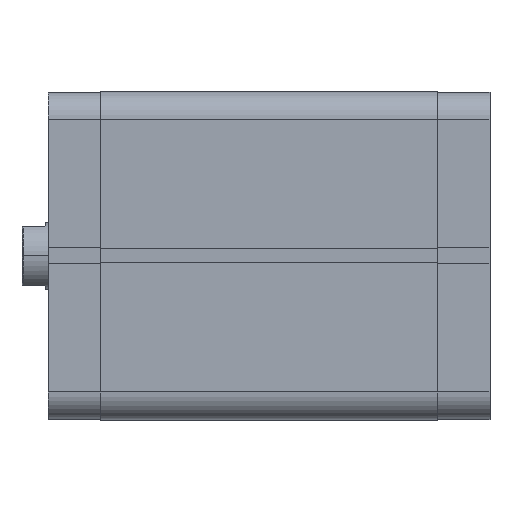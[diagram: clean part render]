
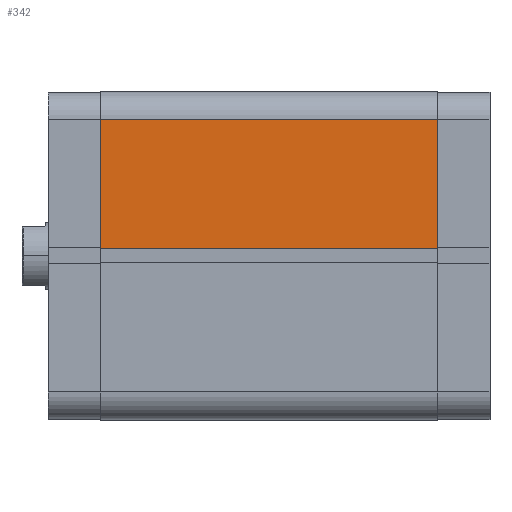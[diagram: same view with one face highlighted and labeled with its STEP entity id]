
A CAD part, top view. The second image highlights one B-rep face of the part: STEP entity #342.
In plain terms, the highlighted face is planar.
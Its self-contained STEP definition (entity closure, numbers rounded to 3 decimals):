
#231 = EDGE_CURVE ( 'NONE', #4507, #4504, #6006, .T. ) ;
#245 = EDGE_CURVE ( 'NONE', #4504, #4502, #6030, .T. ) ;
#252 = EDGE_CURVE ( 'NONE', #4507, #4506, #6043, .T. ) ;
#254 = EDGE_CURVE ( 'NONE', #4506, #4502, #6047, .T. ) ;
#342 = ADVANCED_FACE ( 'NONE', ( #6198 ), #5297, .T. ) ;
#2358 = CARTESIAN_POINT ( 'NONE',  ( -51.5, 62., 0. ) ) ;
#2360 = CARTESIAN_POINT ( 'NONE',  ( -51.5, 62., -127.5 ) ) ;
#2362 = CARTESIAN_POINT ( 'NONE',  ( -2.6, 62., 0. ) ) ;
#2363 = CARTESIAN_POINT ( 'NONE',  ( -2.6, 62., -127.5 ) ) ;
#2622 = ORIENTED_EDGE ( 'NONE', *, *, #245, .T. ) ;
#2623 = ORIENTED_EDGE ( 'NONE', *, *, #231, .T. ) ;
#2626 = ORIENTED_EDGE ( 'NONE', *, *, #254, .F. ) ;
#2627 = ORIENTED_EDGE ( 'NONE', *, *, #252, .F. ) ;
#3763 = AXIS2_PLACEMENT_3D ( 'NONE', #5296, #5300, #5301 ) ;
#4502 = VERTEX_POINT ( 'NONE', #2358 ) ;
#4504 = VERTEX_POINT ( 'NONE', #2360 ) ;
#4506 = VERTEX_POINT ( 'NONE', #2362 ) ;
#4507 = VERTEX_POINT ( 'NONE', #2363 ) ;
#5027 = CARTESIAN_POINT ( 'NONE',  ( -51.5, 62., -127.5 ) ) ;
#5028 = DIRECTION ( 'NONE',  ( -1., 0., 0. ) ) ;
#5063 = CARTESIAN_POINT ( 'NONE',  ( -51.5, 62., -127.5 ) ) ;
#5064 = DIRECTION ( 'NONE',  ( 0., 0., 1. ) ) ;
#5077 = CARTESIAN_POINT ( 'NONE',  ( -2.6, 62., -127.5 ) ) ;
#5078 = DIRECTION ( 'NONE',  ( 0., 0., 1. ) ) ;
#5081 = CARTESIAN_POINT ( 'NONE',  ( -51.5, 62., 0. ) ) ;
#5082 = DIRECTION ( 'NONE',  ( -1., 0., 0. ) ) ;
#5296 = CARTESIAN_POINT ( 'NONE',  ( -51.5, 62., -127.5 ) ) ;
#5297 = PLANE ( 'NONE',  #3763 ) ;
#5300 = DIRECTION ( 'NONE',  ( 0., 1., 0. ) ) ;
#5301 = DIRECTION ( 'NONE',  ( 0., 0., 1. ) ) ;
#5630 = EDGE_LOOP ( 'NONE', ( #2626, #2627, #2623, #2622 ) ) ;
#6006 = LINE ( 'NONE', #5027, #6007 ) ;
#6007 = VECTOR ( 'NONE', #5028, 1000. ) ;
#6030 = LINE ( 'NONE', #5063, #6031 ) ;
#6031 = VECTOR ( 'NONE', #5064, 1000. ) ;
#6043 = LINE ( 'NONE', #5077, #6044 ) ;
#6044 = VECTOR ( 'NONE', #5078, 1000. ) ;
#6047 = LINE ( 'NONE', #5081, #6048 ) ;
#6048 = VECTOR ( 'NONE', #5082, 1000. ) ;
#6198 = FACE_OUTER_BOUND ( 'NONE', #5630, .T. ) ;
